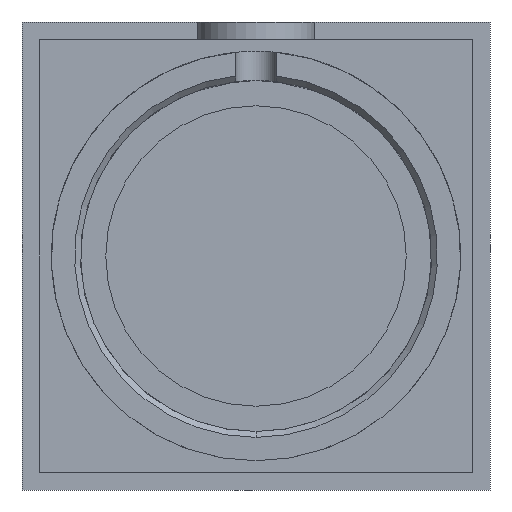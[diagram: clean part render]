
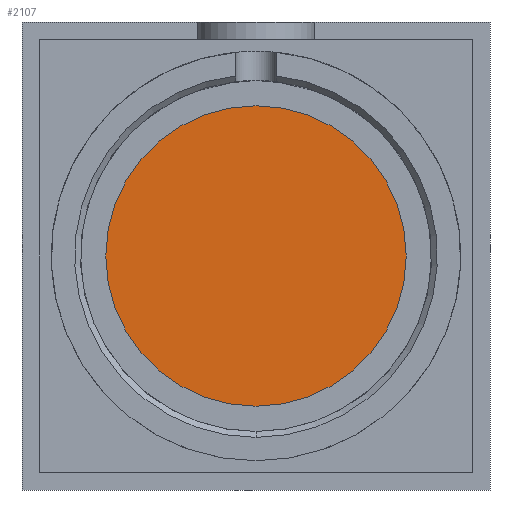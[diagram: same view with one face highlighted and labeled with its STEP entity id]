
A CAD part, front view. The second image highlights one B-rep face of the part: STEP entity #2107.
In plain terms, the highlighted planar face has unit normal (0, -1, 0).
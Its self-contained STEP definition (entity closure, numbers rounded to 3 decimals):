
#27 = AXIS2_PLACEMENT_3D ( 'NONE', #1656, #5114, #5537 ) ;
#121 = EDGE_LOOP ( 'NONE', ( #880, #3250 ) ) ;
#319 = VERTEX_POINT ( 'NONE', #5104 ) ;
#469 = CARTESIAN_POINT ( 'NONE',  ( -2.567, -35.8, 0. ) ) ;
#880 = ORIENTED_EDGE ( 'NONE', *, *, #1956, .T. ) ;
#1584 = FACE_OUTER_BOUND ( 'NONE', #121, .T. ) ;
#1656 = CARTESIAN_POINT ( 'NONE',  ( 2.65, -35.8, 0. ) ) ;
#1956 = EDGE_CURVE ( 'Defeature ausgef�hrt1_47+Defeature ausgef�hrt1_46+Defeature ausgef�hrt1_46+Defeature ausgef�hrt1_46', #3290, #319, #4333, .T. ) ;
#2107 = ADVANCED_FACE ( 'Defeature ausgef�hrt1_47', ( #1584 ), #4662, .T. ) ;
#2214 = EDGE_CURVE ( 'Defeature ausgef�hrt1_47+Defeature ausgef�hrt1_46+Defeature ausgef�hrt1_46+Defeature ausgef�hrt1_46', #319, #3290, #5284, .T. ) ;
#2775 = DIRECTION ( 'NONE',  ( -1., 0., 0. ) ) ;
#3250 = ORIENTED_EDGE ( 'NONE', *, *, #2214, .T. ) ;
#3290 = VERTEX_POINT ( 'NONE', #469 ) ;
#3384 = DIRECTION ( 'NONE',  ( 0., -1., 0. ) ) ;
#3586 = DIRECTION ( 'NONE',  ( 0., -1., 0. ) ) ;
#4170 = CARTESIAN_POINT ( 'NONE',  ( 0., -35.8, 0. ) ) ;
#4333 = CIRCLE ( 'NONE', #4598, 2.567 ) ;
#4461 = CARTESIAN_POINT ( 'NONE',  ( 0., -35.8, 0. ) ) ;
#4598 = AXIS2_PLACEMENT_3D ( 'NONE', #4461, #3586, #2775 ) ;
#4607 = DIRECTION ( 'NONE',  ( -1., 0., 0. ) ) ;
#4662 = PLANE ( 'NONE',  #27 ) ;
#5104 = CARTESIAN_POINT ( 'NONE',  ( 2.567, -35.8, 0. ) ) ;
#5114 = DIRECTION ( 'NONE',  ( 0., -1., 0. ) ) ;
#5169 = AXIS2_PLACEMENT_3D ( 'NONE', #4170, #3384, #4607 ) ;
#5284 = CIRCLE ( 'NONE', #5169, 2.567 ) ;
#5537 = DIRECTION ( 'NONE',  ( -1., 0., 0. ) ) ;
